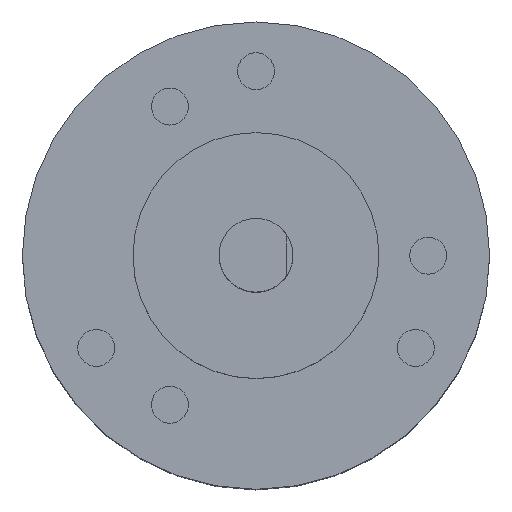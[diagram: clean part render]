
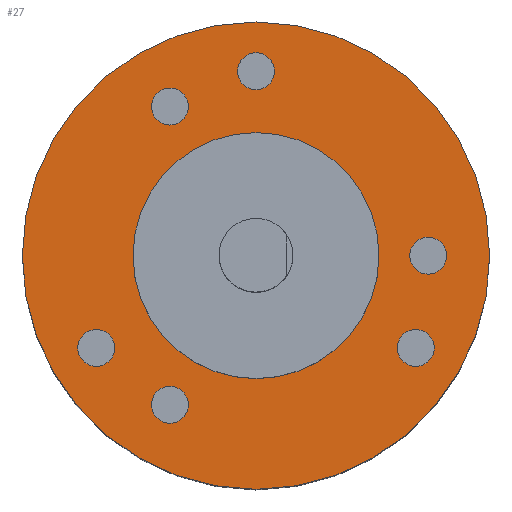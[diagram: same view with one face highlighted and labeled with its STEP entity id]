
A CAD part, top view. The second image highlights one B-rep face of the part: STEP entity #27.
In plain terms, the highlighted planar face has unit normal (0, 0, 1).
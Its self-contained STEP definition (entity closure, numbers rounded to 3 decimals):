
#5 = EDGE_LOOP ( 'NONE', ( #740, #598 ) ) ;
#17 = DIRECTION ( 'NONE',  ( 1., 0., 0. ) ) ;
#18 = VERTEX_POINT ( 'NONE', #929 ) ;
#26 = VERTEX_POINT ( 'NONE', #440 ) ;
#27 = ADVANCED_FACE ( 'NONE', ( #489, #859, #71, #433, #718, #777, #137, #74 ), #359, .T. ) ;
#31 = DIRECTION ( 'NONE',  ( 0., 0., 1. ) ) ;
#42 = DIRECTION ( 'NONE',  ( 1., 0., 0. ) ) ;
#48 = EDGE_CURVE ( 'NONE', #103, #124, #218, .T. ) ;
#50 = AXIS2_PLACEMENT_3D ( 'NONE', #843, #269, #479 ) ;
#54 = DIRECTION ( 'NONE',  ( 1., 0., 0. ) ) ;
#61 = EDGE_LOOP ( 'NONE', ( #209, #852 ) ) ;
#69 = DIRECTION ( 'NONE',  ( 0., 0., 1. ) ) ;
#71 = FACE_BOUND ( 'NONE', #239, .T. ) ;
#74 = FACE_BOUND ( 'NONE', #295, .T. ) ;
#80 = DIRECTION ( 'NONE',  ( 0., 0., 1. ) ) ;
#88 = EDGE_CURVE ( 'NONE', #870, #695, #456, .T. ) ;
#101 = CARTESIAN_POINT ( 'NONE',  ( -7., 12.124, 31. ) ) ;
#103 = VERTEX_POINT ( 'NONE', #732 ) ;
#106 = EDGE_CURVE ( 'NONE', #194, #627, #618, .T. ) ;
#110 = CIRCLE ( 'NONE', #50, 10. ) ;
#116 = CARTESIAN_POINT ( 'NONE',  ( -8.5, -12.124, 31. ) ) ;
#118 = ORIENTED_EDGE ( 'NONE', *, *, #889, .F. ) ;
#121 = CARTESIAN_POINT ( 'NONE',  ( -7., 12.124, 31. ) ) ;
#124 = VERTEX_POINT ( 'NONE', #448 ) ;
#125 = DIRECTION ( 'NONE',  ( 1., 0., 0. ) ) ;
#137 = FACE_BOUND ( 'NONE', #231, .T. ) ;
#138 = EDGE_CURVE ( 'NONE', #851, #217, #322, .T. ) ;
#159 = CARTESIAN_POINT ( 'NONE',  ( 11.49, -7.5, 31. ) ) ;
#184 = DIRECTION ( 'NONE',  ( 0., 0., 1. ) ) ;
#192 = CARTESIAN_POINT ( 'NONE',  ( 0., 15., 31. ) ) ;
#194 = VERTEX_POINT ( 'NONE', #303 ) ;
#203 = ORIENTED_EDGE ( 'NONE', *, *, #536, .F. ) ;
#205 = EDGE_CURVE ( 'NONE', #675, #248, #913, .T. ) ;
#209 = ORIENTED_EDGE ( 'NONE', *, *, #388, .T. ) ;
#217 = VERTEX_POINT ( 'NONE', #116 ) ;
#218 = CIRCLE ( 'NONE', #292, 10. ) ;
#231 = EDGE_LOOP ( 'NONE', ( #203, #251 ) ) ;
#233 = AXIS2_PLACEMENT_3D ( 'NONE', #101, #880, #17 ) ;
#239 = EDGE_LOOP ( 'NONE', ( #372, #398 ) ) ;
#246 = CARTESIAN_POINT ( 'NONE',  ( 14., 0., 31. ) ) ;
#247 = DIRECTION ( 'NONE',  ( 0., 0., 1. ) ) ;
#248 = VERTEX_POINT ( 'NONE', #414 ) ;
#250 = CARTESIAN_POINT ( 'NONE',  ( 15.5, 0., 31. ) ) ;
#251 = ORIENTED_EDGE ( 'NONE', *, *, #88, .F. ) ;
#252 = CARTESIAN_POINT ( 'NONE',  ( -5.5, 12.124, 31. ) ) ;
#255 = CARTESIAN_POINT ( 'NONE',  ( -7., -12.124, 31. ) ) ;
#256 = EDGE_LOOP ( 'NONE', ( #416, #856 ) ) ;
#257 = CARTESIAN_POINT ( 'NONE',  ( -14.49, -7.5, 31. ) ) ;
#258 = CIRCLE ( 'NONE', #734, 1.5 ) ;
#269 = DIRECTION ( 'NONE',  ( 0., 0., 1. ) ) ;
#270 = EDGE_LOOP ( 'NONE', ( #572, #845 ) ) ;
#273 = CIRCLE ( 'NONE', #305, 1.5 ) ;
#274 = CARTESIAN_POINT ( 'NONE',  ( -12.99, -7.5, 31. ) ) ;
#289 = CARTESIAN_POINT ( 'NONE',  ( 0., 0., 31. ) ) ;
#292 = AXIS2_PLACEMENT_3D ( 'NONE', #289, #569, #577 ) ;
#295 = EDGE_LOOP ( 'NONE', ( #625, #876 ) ) ;
#301 = CARTESIAN_POINT ( 'NONE',  ( 14., 0., 31. ) ) ;
#303 = CARTESIAN_POINT ( 'NONE',  ( -8.5, 12.124, 31. ) ) ;
#304 = CIRCLE ( 'NONE', #828, 19. ) ;
#305 = AXIS2_PLACEMENT_3D ( 'NONE', #121, #906, #54 ) ;
#322 = CIRCLE ( 'NONE', #881, 1.5 ) ;
#340 = CARTESIAN_POINT ( 'NONE',  ( 12.99, -7.5, 31. ) ) ;
#348 = CARTESIAN_POINT ( 'NONE',  ( -1.5, 15., 31. ) ) ;
#357 = VERTEX_POINT ( 'NONE', #348 ) ;
#358 = CARTESIAN_POINT ( 'NONE',  ( 0., 0., 31. ) ) ;
#359 = PLANE ( 'NONE',  #926 ) ;
#366 = EDGE_LOOP ( 'NONE', ( #493, #118 ) ) ;
#372 = ORIENTED_EDGE ( 'NONE', *, *, #205, .F. ) ;
#384 = DIRECTION ( 'NONE',  ( 0., 0., 1. ) ) ;
#388 = EDGE_CURVE ( 'NONE', #585, #26, #892, .T. ) ;
#389 = DIRECTION ( 'NONE',  ( 0., 0., 1. ) ) ;
#390 = CARTESIAN_POINT ( 'NONE',  ( -12.99, -7.5, 31. ) ) ;
#395 = AXIS2_PLACEMENT_3D ( 'NONE', #255, #539, #825 ) ;
#397 = DIRECTION ( 'NONE',  ( 0., 0., 1. ) ) ;
#398 = ORIENTED_EDGE ( 'NONE', *, *, #716, .F. ) ;
#404 = DIRECTION ( 'NONE',  ( 0., 0., 1. ) ) ;
#413 = EDGE_CURVE ( 'NONE', #711, #18, #630, .T. ) ;
#414 = CARTESIAN_POINT ( 'NONE',  ( 14.49, -7.5, 31. ) ) ;
#416 = ORIENTED_EDGE ( 'NONE', *, *, #106, .F. ) ;
#419 = DIRECTION ( 'NONE',  ( 1., 0., 0. ) ) ;
#421 = DIRECTION ( 'NONE',  ( 1., 0., 0. ) ) ;
#428 = AXIS2_PLACEMENT_3D ( 'NONE', #246, #31, #653 ) ;
#433 = FACE_BOUND ( 'NONE', #270, .T. ) ;
#438 = CIRCLE ( 'NONE', #644, 1.5 ) ;
#440 = CARTESIAN_POINT ( 'NONE',  ( 19., 0., 31. ) ) ;
#448 = CARTESIAN_POINT ( 'NONE',  ( 10., 0., 31. ) ) ;
#455 = EDGE_CURVE ( 'NONE', #26, #585, #304, .T. ) ;
#456 = CIRCLE ( 'NONE', #428, 1.5 ) ;
#473 = DIRECTION ( 'NONE',  ( 0., 0., 1. ) ) ;
#479 = DIRECTION ( 'NONE',  ( 1., 0., 0. ) ) ;
#489 = FACE_BOUND ( 'NONE', #366, .T. ) ;
#493 = ORIENTED_EDGE ( 'NONE', *, *, #48, .F. ) ;
#501 = AXIS2_PLACEMENT_3D ( 'NONE', #523, #384, #804 ) ;
#510 = DIRECTION ( 'NONE',  ( 1., 0., 0. ) ) ;
#513 = CIRCLE ( 'NONE', #547, 1.5 ) ;
#523 = CARTESIAN_POINT ( 'NONE',  ( 12.99, -7.5, 31. ) ) ;
#528 = CIRCLE ( 'NONE', #800, 1.5 ) ;
#530 = CARTESIAN_POINT ( 'NONE',  ( -5.5, -12.124, 31. ) ) ;
#536 = EDGE_CURVE ( 'NONE', #695, #870, #258, .T. ) ;
#539 = DIRECTION ( 'NONE',  ( 0., 0., 1. ) ) ;
#547 = AXIS2_PLACEMENT_3D ( 'NONE', #597, #397, #678 ) ;
#562 = CIRCLE ( 'NONE', #395, 1.5 ) ;
#563 = DIRECTION ( 'NONE',  ( 1., 0., 0. ) ) ;
#569 = DIRECTION ( 'NONE',  ( 0., 0., 1. ) ) ;
#571 = CARTESIAN_POINT ( 'NONE',  ( 0., 0., 31. ) ) ;
#572 = ORIENTED_EDGE ( 'NONE', *, *, #839, .F. ) ;
#577 = DIRECTION ( 'NONE',  ( 1., 0., 0. ) ) ;
#585 = VERTEX_POINT ( 'NONE', #588 ) ;
#588 = CARTESIAN_POINT ( 'NONE',  ( -19., 0., 31. ) ) ;
#597 = CARTESIAN_POINT ( 'NONE',  ( 0., 15., 31. ) ) ;
#598 = ORIENTED_EDGE ( 'NONE', *, *, #803, .F. ) ;
#608 = VERTEX_POINT ( 'NONE', #656 ) ;
#618 = CIRCLE ( 'NONE', #233, 1.5 ) ;
#622 = DIRECTION ( 'NONE',  ( 1., 0., 0. ) ) ;
#625 = ORIENTED_EDGE ( 'NONE', *, *, #872, .F. ) ;
#627 = VERTEX_POINT ( 'NONE', #252 ) ;
#630 = CIRCLE ( 'NONE', #798, 1.5 ) ;
#639 = DIRECTION ( 'NONE',  ( 0., 0., 1. ) ) ;
#644 = AXIS2_PLACEMENT_3D ( 'NONE', #390, #247, #510 ) ;
#645 = DIRECTION ( 'NONE',  ( 0., 0., 1. ) ) ;
#653 = DIRECTION ( 'NONE',  ( 1., 0., 0. ) ) ;
#656 = CARTESIAN_POINT ( 'NONE',  ( 1.5, 15., 31. ) ) ;
#659 = DIRECTION ( 'NONE',  ( 1., 0., 0. ) ) ;
#671 = AXIS2_PLACEMENT_3D ( 'NONE', #857, #645, #921 ) ;
#675 = VERTEX_POINT ( 'NONE', #159 ) ;
#678 = DIRECTION ( 'NONE',  ( 1., 0., 0. ) ) ;
#695 = VERTEX_POINT ( 'NONE', #761 ) ;
#700 = EDGE_CURVE ( 'NONE', #627, #194, #273, .T. ) ;
#711 = VERTEX_POINT ( 'NONE', #257 ) ;
#716 = EDGE_CURVE ( 'NONE', #248, #675, #844, .T. ) ;
#718 = FACE_OUTER_BOUND ( 'NONE', #61, .T. ) ;
#732 = CARTESIAN_POINT ( 'NONE',  ( -10., 0., 31. ) ) ;
#734 = AXIS2_PLACEMENT_3D ( 'NONE', #301, #184, #42 ) ;
#740 = ORIENTED_EDGE ( 'NONE', *, *, #413, .F. ) ;
#752 = EDGE_CURVE ( 'NONE', #608, #357, #528, .T. ) ;
#761 = CARTESIAN_POINT ( 'NONE',  ( 12.5, 0., 31. ) ) ;
#777 = FACE_BOUND ( 'NONE', #256, .T. ) ;
#798 = AXIS2_PLACEMENT_3D ( 'NONE', #274, #69, #563 ) ;
#800 = AXIS2_PLACEMENT_3D ( 'NONE', #192, #473, #622 ) ;
#803 = EDGE_CURVE ( 'NONE', #18, #711, #438, .T. ) ;
#804 = DIRECTION ( 'NONE',  ( 1., 0., 0. ) ) ;
#816 = CARTESIAN_POINT ( 'NONE',  ( -7., -12.124, 31. ) ) ;
#825 = DIRECTION ( 'NONE',  ( 1., 0., 0. ) ) ;
#828 = AXIS2_PLACEMENT_3D ( 'NONE', #358, #639, #419 ) ;
#839 = EDGE_CURVE ( 'NONE', #357, #608, #513, .T. ) ;
#843 = CARTESIAN_POINT ( 'NONE',  ( 0., 0., 31. ) ) ;
#844 = CIRCLE ( 'NONE', #893, 1.5 ) ;
#845 = ORIENTED_EDGE ( 'NONE', *, *, #752, .F. ) ;
#851 = VERTEX_POINT ( 'NONE', #530 ) ;
#852 = ORIENTED_EDGE ( 'NONE', *, *, #455, .T. ) ;
#856 = ORIENTED_EDGE ( 'NONE', *, *, #700, .F. ) ;
#857 = CARTESIAN_POINT ( 'NONE',  ( 0., 0., 31. ) ) ;
#859 = FACE_BOUND ( 'NONE', #5, .T. ) ;
#870 = VERTEX_POINT ( 'NONE', #250 ) ;
#872 = EDGE_CURVE ( 'NONE', #217, #851, #562, .T. ) ;
#876 = ORIENTED_EDGE ( 'NONE', *, *, #138, .F. ) ;
#880 = DIRECTION ( 'NONE',  ( 0., 0., 1. ) ) ;
#881 = AXIS2_PLACEMENT_3D ( 'NONE', #816, #389, #659 ) ;
#889 = EDGE_CURVE ( 'NONE', #124, #103, #110, .T. ) ;
#892 = CIRCLE ( 'NONE', #671, 19. ) ;
#893 = AXIS2_PLACEMENT_3D ( 'NONE', #340, #404, #125 ) ;
#906 = DIRECTION ( 'NONE',  ( 0., 0., 1. ) ) ;
#913 = CIRCLE ( 'NONE', #501, 1.5 ) ;
#921 = DIRECTION ( 'NONE',  ( 1., 0., 0. ) ) ;
#926 = AXIS2_PLACEMENT_3D ( 'NONE', #571, #80, #421 ) ;
#929 = CARTESIAN_POINT ( 'NONE',  ( -11.49, -7.5, 31. ) ) ;
